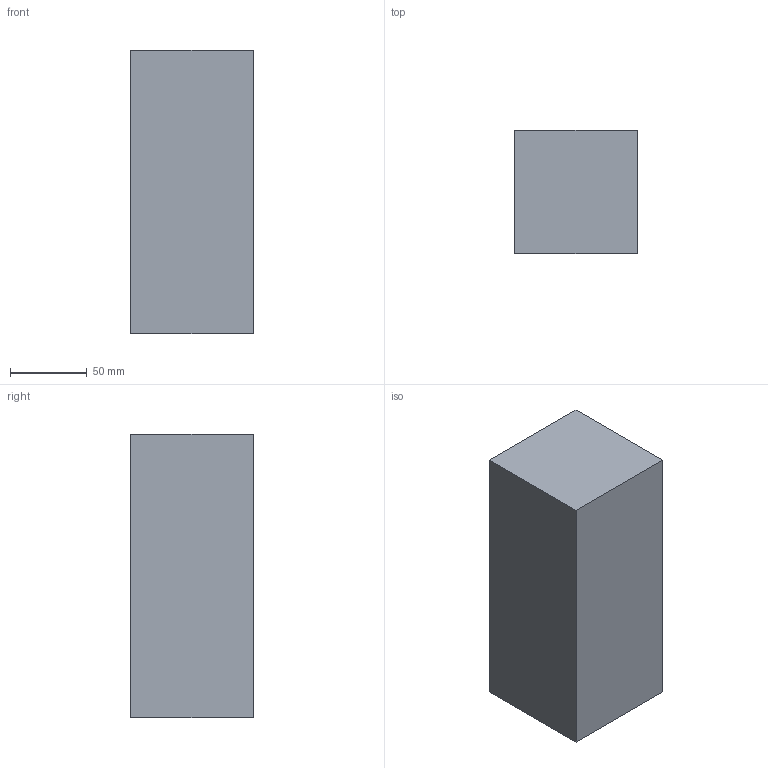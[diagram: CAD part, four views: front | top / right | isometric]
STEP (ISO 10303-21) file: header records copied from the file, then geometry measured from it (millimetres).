
FILE_DESCRIPTION (( 'STEP AP214' ), '1' );
FILE_NAME ('400_Spring-Slide.STEP', '2024-02-26T15:55:41', ( '' ), ( '' ), 'SwSTEP 2.0', 'SolidWorks 2022', '' );
FILE_SCHEMA (( 'AUTOMOTIVE_DESIGN' ));
Length unit declared in the file: millimetre
Products named in the file (3): 820_TransmissionSlide-CNC_CAM; 400_Spring-Slide; CAM-Slide
Assembly tree (3 placements, depth 2):
  400_Spring-Slide
    820_TransmissionSlide-CNC_CAM  x2
    CAM-Slide
Bounding box: 80 x 80 x 185 mm (x, y, z)
Surface area: 145850.8 mm2
Topology: 3 solids, 3 shells, 122 faces, 384 edges, 256 vertices
Faces by surface type: cylinder 68, plane 54
Entity records: 2640 total; most frequent: CARTESIAN_POINT 672, ORIENTED_EDGE 396, DIRECTION 390, EDGE_CURVE 198, AXIS2_PLACEMENT_3D 138, VERTEX_POINT 132, VECTOR 114, LINE 114
